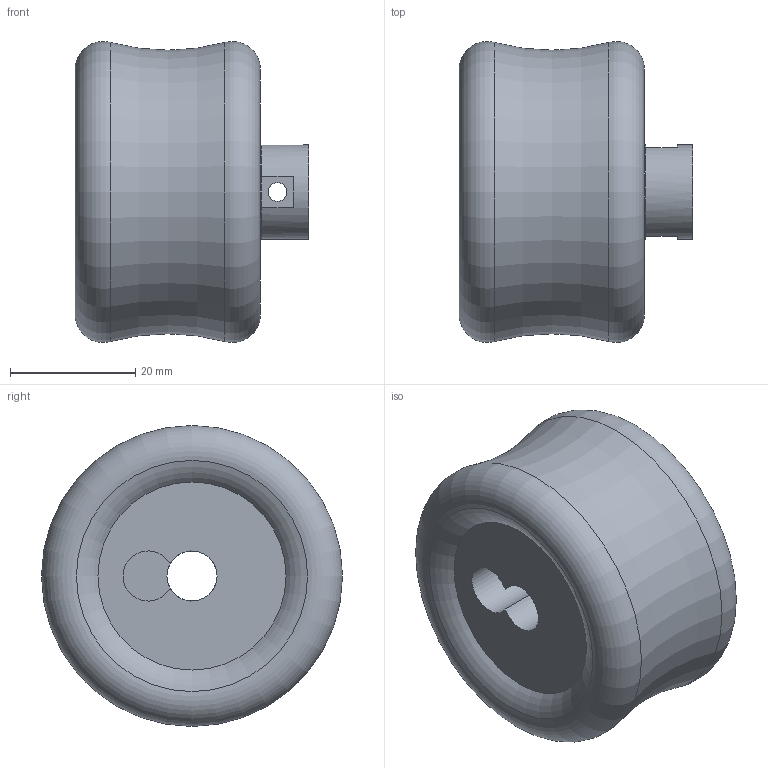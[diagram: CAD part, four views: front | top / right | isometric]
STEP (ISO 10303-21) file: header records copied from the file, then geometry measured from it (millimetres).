
FILE_DESCRIPTION(/* description */ (''),/* implementation_level */ '2;1');
FILE_NAME(/* name */ 'Wheel.stp',/* time_stamp */ '2022-09-22T11:55:11+02:00',/* author */ (''),/* organization */ (''),/* preprocessor_version */ 'ST-DEVELOPER v19',/* originating_system */ 'Autodesk Translation Framework v11.7.0.108',/* authorisation */ '');
FILE_SCHEMA (('AUTOMOTIVE_DESIGN { 1 0 10303 214 3 1 1 }'));
Length unit declared in the file: millimetre
Products named in the file (1): Wheel
Bounding box: 37.28 x 48.01 x 48.01 mm (x, y, z)
Volume: 45364 mm3; surface area: 13718.9 mm2
Topology: 2 solids, 2 shells, 41 faces, 94 edges, 55 vertices
Faces by surface type: plane 14, cylinder 13, cone 8, torus 6
Full cylindrical faces by diameter (mm): 3 x2, 8 x1, 15 x1, 27.172 x4, 30 x4
Entity records: 1257 total; most frequent: CARTESIAN_POINT 260, DIRECTION 219, ORIENTED_EDGE 188, EDGE_CURVE 94, AXIS2_PLACEMENT_3D 88, VERTEX_POINT 55, EDGE_LOOP 47, CIRCLE 46
